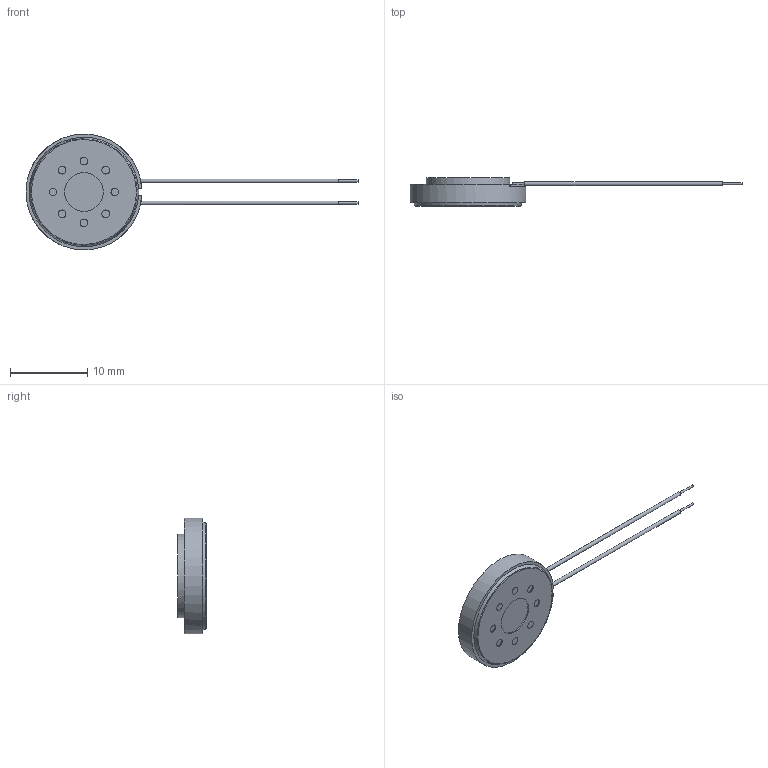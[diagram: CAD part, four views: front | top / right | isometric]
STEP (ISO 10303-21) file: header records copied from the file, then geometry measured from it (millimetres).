
FILE_DESCRIPTION (( 'STEP AP214' ), '1' );
FILE_NAME ('SPKM.15.8.A.STEP', '2022-03-30T10:08:55', ( '' ), ( '' ), 'SwSTEP 2.0', 'SolidWorks 2018', '' );
FILE_SCHEMA (( 'AUTOMOTIVE_DESIGN' ));
Length unit declared in the file: millimetre
Products named in the file (1): SPKM.15.8.A
Bounding box: 42.99 x 3.7 x 14.99 mm (x, y, z)
Surface area: 771.1 mm2 (no closed solid volume)
Topology: 0 solids, 4 shells, 30 faces, 108 edges, 76 vertices
Faces by surface type: cylinder 15, plane 13, bspline 1, cone 1
Full cylindrical faces by diameter (mm): 0.27 x3, 0.5 x2, 1 x4, 5 x1, 10.8 x1
Entity records: 1826 total; most frequent: CARTESIAN_POINT 601, DIRECTION 192, ORIENTED_EDGE 137, EDGE_CURVE 91, AXIS2_PLACEMENT_3D 75, VERTEX_POINT 72, EDGE_LOOP 53, CIRCLE 45
